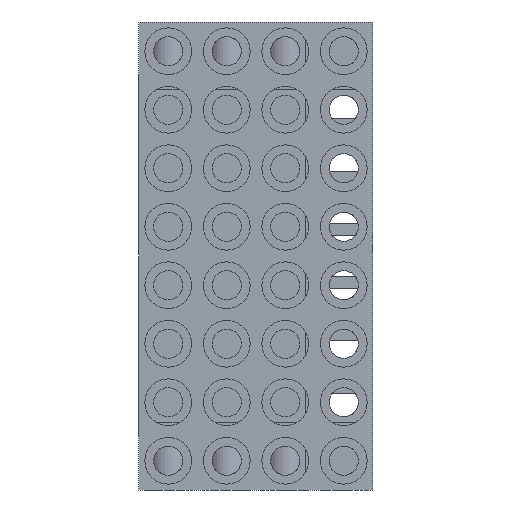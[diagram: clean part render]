
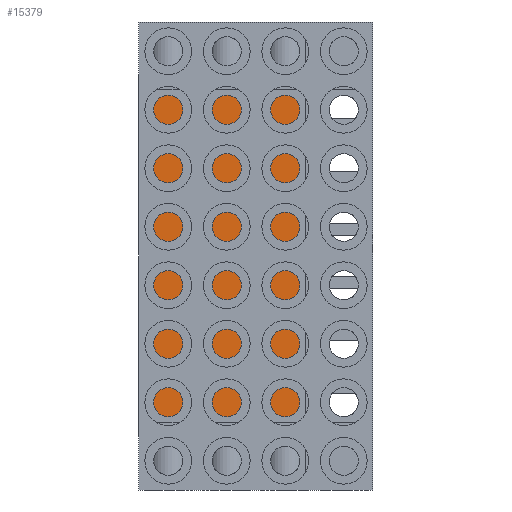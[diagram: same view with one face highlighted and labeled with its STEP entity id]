
A CAD part, left-side view. The second image highlights one B-rep face of the part: STEP entity #15379.
In plain terms, the highlighted planar face has unit normal (-1, 0, 0).
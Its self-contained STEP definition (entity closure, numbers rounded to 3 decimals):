
#2473=FACE_OUTER_BOUND('',#3281,.T.);
#3281=EDGE_LOOP('',(#10948,#10949,#10950,#10951,#10952,#10953,#10954,#10955,
#10956,#10957,#10958,#10959,#10960,#10961,#10962,#10963,#10964,#10965,#10966,
#10967,#10968,#10969,#10970,#10971));
#4345=LINE('',#24039,#5222);
#4367=LINE('',#24130,#5244);
#4375=LINE('',#24148,#5252);
#4379=LINE('',#24154,#5256);
#4383=LINE('',#24164,#5260);
#4391=LINE('',#24180,#5268);
#4395=LINE('',#24186,#5272);
#4399=LINE('',#24200,#5276);
#4413=LINE('',#24226,#5290);
#4422=LINE('',#24270,#5299);
#4483=LINE('',#24512,#5360);
#4560=LINE('',#24796,#5437);
#4569=LINE('',#24853,#5446);
#4573=LINE('',#24862,#5450);
#4589=LINE('',#24911,#5466);
#4590=LINE('',#24920,#5467);
#4593=LINE('',#24948,#5470);
#4594=LINE('',#24950,#5471);
#4595=LINE('',#24951,#5472);
#4596=LINE('',#24953,#5473);
#4597=LINE('',#24955,#5474);
#4598=LINE('',#24957,#5475);
#4599=LINE('',#24959,#5476);
#4600=LINE('',#24960,#5477);
#5222=VECTOR('',#18523,78.);
#5244=VECTOR('',#18617,10.);
#5252=VECTOR('',#18631,10.);
#5256=VECTOR('',#18637,10.);
#5260=VECTOR('',#18647,10.);
#5268=VECTOR('',#18659,10.);
#5272=VECTOR('',#18667,10.);
#5276=VECTOR('',#18683,78.);
#5290=VECTOR('',#18699,78.);
#5299=VECTOR('',#18738,10.);
#5360=VECTOR('',#18989,38.);
#5437=VECTOR('',#19264,38.);
#5446=VECTOR('',#19335,10.);
#5450=VECTOR('',#19345,10.);
#5466=VECTOR('',#19393,10.);
#5467=VECTOR('',#19406,10.);
#5470=VECTOR('',#19449,10.);
#5471=VECTOR('',#19450,10.);
#5472=VECTOR('',#19451,78.);
#5473=VECTOR('',#19452,10.);
#5474=VECTOR('',#19453,10.);
#5475=VECTOR('',#19454,78.);
#5476=VECTOR('',#19455,10.);
#5477=VECTOR('',#19456,10.);
#6107=VERTEX_POINT('',#24036);
#6108=VERTEX_POINT('',#24038);
#6140=VERTEX_POINT('',#24127);
#6141=VERTEX_POINT('',#24129);
#6147=VERTEX_POINT('',#24145);
#6148=VERTEX_POINT('',#24147);
#6152=VERTEX_POINT('',#24163);
#6157=VERTEX_POINT('',#24177);
#6158=VERTEX_POINT('',#24179);
#6162=VERTEX_POINT('',#24199);
#6192=VERTEX_POINT('',#24267);
#6193=VERTEX_POINT('',#24269);
#6278=VERTEX_POINT('',#24509);
#6279=VERTEX_POINT('',#24511);
#6376=VERTEX_POINT('',#24772);
#6387=VERTEX_POINT('',#24794);
#6404=VERTEX_POINT('',#24852);
#6423=VERTEX_POINT('',#24909);
#6430=VERTEX_POINT('',#24947);
#6431=VERTEX_POINT('',#24949);
#6432=VERTEX_POINT('',#24952);
#6433=VERTEX_POINT('',#24954);
#6434=VERTEX_POINT('',#24956);
#6435=VERTEX_POINT('',#24958);
#7810=EDGE_CURVE('',#6108,#6107,#4345,.T.);
#7861=EDGE_CURVE('',#6141,#6140,#4367,.T.);
#7870=EDGE_CURVE('',#6148,#6147,#4375,.T.);
#7874=EDGE_CURVE('',#6147,#6141,#4379,.T.);
#7879=EDGE_CURVE('',#6152,#6108,#4383,.T.);
#7887=EDGE_CURVE('',#6158,#6157,#4391,.T.);
#7891=EDGE_CURVE('',#6157,#6152,#4395,.T.);
#7899=EDGE_CURVE('',#6162,#6148,#4399,.T.);
#7913=EDGE_CURVE('',#6140,#6158,#4413,.T.);
#7934=EDGE_CURVE('',#6193,#6192,#4422,.T.);
#8058=EDGE_CURVE('',#6279,#6278,#4483,.T.);
#8205=EDGE_CURVE('',#6376,#6387,#4560,.T.);
#8234=EDGE_CURVE('',#6404,#6162,#4569,.T.);
#8240=EDGE_CURVE('',#6278,#6404,#4573,.T.);
#8265=EDGE_CURVE('',#6107,#6423,#4589,.T.);
#8271=EDGE_CURVE('',#6423,#6376,#4590,.T.);
#8285=EDGE_CURVE('',#6387,#6430,#4593,.T.);
#8286=EDGE_CURVE('',#6430,#6431,#4594,.T.);
#8287=EDGE_CURVE('',#6193,#6431,#4595,.T.);
#8288=EDGE_CURVE('',#6192,#6432,#4596,.T.);
#8289=EDGE_CURVE('',#6432,#6433,#4597,.T.);
#8290=EDGE_CURVE('',#6434,#6433,#4598,.T.);
#8291=EDGE_CURVE('',#6434,#6435,#4599,.T.);
#8292=EDGE_CURVE('',#6435,#6279,#4600,.T.);
#10948=ORIENTED_EDGE('',*,*,#7861,.T.);
#10949=ORIENTED_EDGE('',*,*,#7913,.T.);
#10950=ORIENTED_EDGE('',*,*,#7887,.T.);
#10951=ORIENTED_EDGE('',*,*,#7891,.T.);
#10952=ORIENTED_EDGE('',*,*,#7879,.T.);
#10953=ORIENTED_EDGE('',*,*,#7810,.T.);
#10954=ORIENTED_EDGE('',*,*,#8265,.T.);
#10955=ORIENTED_EDGE('',*,*,#8271,.T.);
#10956=ORIENTED_EDGE('',*,*,#8205,.T.);
#10957=ORIENTED_EDGE('',*,*,#8285,.T.);
#10958=ORIENTED_EDGE('',*,*,#8286,.T.);
#10959=ORIENTED_EDGE('',*,*,#8287,.F.);
#10960=ORIENTED_EDGE('',*,*,#7934,.T.);
#10961=ORIENTED_EDGE('',*,*,#8288,.T.);
#10962=ORIENTED_EDGE('',*,*,#8289,.T.);
#10963=ORIENTED_EDGE('',*,*,#8290,.F.);
#10964=ORIENTED_EDGE('',*,*,#8291,.T.);
#10965=ORIENTED_EDGE('',*,*,#8292,.T.);
#10966=ORIENTED_EDGE('',*,*,#8058,.T.);
#10967=ORIENTED_EDGE('',*,*,#8240,.T.);
#10968=ORIENTED_EDGE('',*,*,#8234,.T.);
#10969=ORIENTED_EDGE('',*,*,#7899,.T.);
#10970=ORIENTED_EDGE('',*,*,#7870,.T.);
#10971=ORIENTED_EDGE('',*,*,#7874,.T.);
#14998=PLANE('',#16428);
#15379=ADVANCED_FACE('',(#2473),#14998,.T.);
#16428=AXIS2_PLACEMENT_3D('',#24946,#19447,#19448);
#18523=DIRECTION('',(0.,0.,-1.));
#18617=DIRECTION('',(0.,1.,0.));
#18631=DIRECTION('',(0.,-1.,0.));
#18637=DIRECTION('',(0.,0.,-1.));
#18647=DIRECTION('',(0.,1.,0.));
#18659=DIRECTION('',(0.,-1.,0.));
#18667=DIRECTION('',(0.,0.,-1.));
#18683=DIRECTION('',(0.,0.,-1.));
#18699=DIRECTION('',(0.,0.,-1.));
#18738=DIRECTION('',(0.,1.,0.));
#18989=DIRECTION('',(0.,1.,0.));
#19264=DIRECTION('',(0.,-1.,0.));
#19335=DIRECTION('',(0.,1.,0.));
#19345=DIRECTION('',(0.,0.,-1.));
#19393=DIRECTION('',(0.,-1.,0.));
#19406=DIRECTION('',(0.,0.,-1.));
#19447=DIRECTION('center_axis',(-1.,0.,0.));
#19448=DIRECTION('ref_axis',(0.,0.,1.));
#19449=DIRECTION('',(0.,0.,1.));
#19450=DIRECTION('',(0.,-1.,0.));
#19451=DIRECTION('',(0.,0.,-1.));
#19452=DIRECTION('',(0.,0.,1.));
#19453=DIRECTION('',(0.,-1.,0.));
#19454=DIRECTION('',(0.,0.,-1.));
#19455=DIRECTION('',(0.,1.,0.));
#19456=DIRECTION('',(0.,0.,1.));
#24036=CARTESIAN_POINT('',(-61.,39.,-31.5));
#24038=CARTESIAN_POINT('',(-61.,39.,-30.8));
#24039=CARTESIAN_POINT('',(-61.,39.,39.));
#24127=CARTESIAN_POINT('',(-61.,39.,14.));
#24129=CARTESIAN_POINT('',(-61.,38.,14.));
#24130=CARTESIAN_POINT('',(-61.,39.,14.));
#24145=CARTESIAN_POINT('',(-61.,38.,30.8));
#24147=CARTESIAN_POINT('',(-61.,39.,30.8));
#24148=CARTESIAN_POINT('',(-61.,39.,30.8));
#24154=CARTESIAN_POINT('',(-61.,38.,67.256));
#24163=CARTESIAN_POINT('',(-61.,38.,-30.8));
#24164=CARTESIAN_POINT('',(-61.,39.,-30.8));
#24177=CARTESIAN_POINT('',(-61.,38.,-14.));
#24179=CARTESIAN_POINT('',(-61.,39.,-14.));
#24180=CARTESIAN_POINT('',(-61.,39.,-14.));
#24186=CARTESIAN_POINT('',(-61.,38.,44.856));
#24199=CARTESIAN_POINT('',(-61.,39.,31.5));
#24200=CARTESIAN_POINT('',(-61.,39.,39.));
#24226=CARTESIAN_POINT('',(-61.,39.,39.));
#24267=CARTESIAN_POINT('',(-61.,9.2,-28.5));
#24269=CARTESIAN_POINT('',(-61.,1.,-28.5));
#24270=CARTESIAN_POINT('',(-61.,24.1,-28.5));
#24509=CARTESIAN_POINT('',(-61.,11.5,39.));
#24511=CARTESIAN_POINT('',(-61.,9.2,39.));
#24512=CARTESIAN_POINT('',(-61.,1.,39.));
#24772=CARTESIAN_POINT('',(-61.,11.5,-39.));
#24794=CARTESIAN_POINT('',(-61.,9.2,-39.));
#24796=CARTESIAN_POINT('',(-61.,39.,-39.));
#24852=CARTESIAN_POINT('',(-61.,11.5,31.5));
#24853=CARTESIAN_POINT('',(-61.,39.,31.5));
#24862=CARTESIAN_POINT('',(-61.,11.5,71.806));
#24909=CARTESIAN_POINT('',(-61.,11.5,-31.5));
#24911=CARTESIAN_POINT('',(-61.,25.25,-31.5));
#24920=CARTESIAN_POINT('',(-61.,11.5,36.556));
#24946=CARTESIAN_POINT('Origin',(-61.,39.,112.111));
#24947=CARTESIAN_POINT('',(-61.,9.2,-30.8));
#24948=CARTESIAN_POINT('',(-61.,9.2,38.606));
#24949=CARTESIAN_POINT('',(-61.,1.,-30.8));
#24950=CARTESIAN_POINT('',(-61.,24.1,-30.8));
#24951=CARTESIAN_POINT('',(-61.,1.,39.));
#24952=CARTESIAN_POINT('',(-61.,9.2,28.5));
#24953=CARTESIAN_POINT('',(-61.,9.2,56.056));
#24954=CARTESIAN_POINT('',(-61.,1.,28.5));
#24955=CARTESIAN_POINT('',(-61.,24.1,28.5));
#24956=CARTESIAN_POINT('',(-61.,1.,30.8));
#24957=CARTESIAN_POINT('',(-61.,1.,39.));
#24958=CARTESIAN_POINT('',(-61.,9.2,30.8));
#24959=CARTESIAN_POINT('',(-61.,24.1,30.8));
#24960=CARTESIAN_POINT('',(-61.,9.2,73.506));
